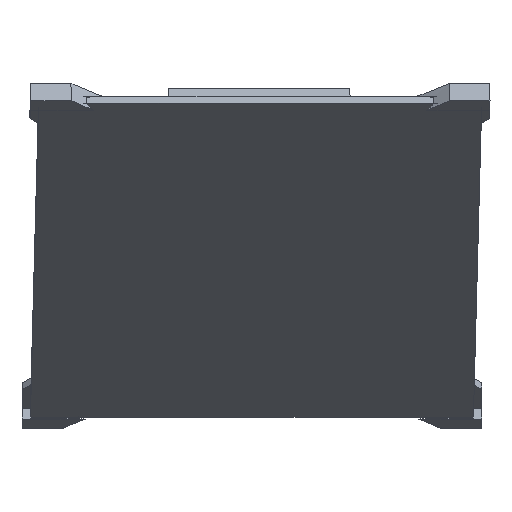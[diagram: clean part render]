
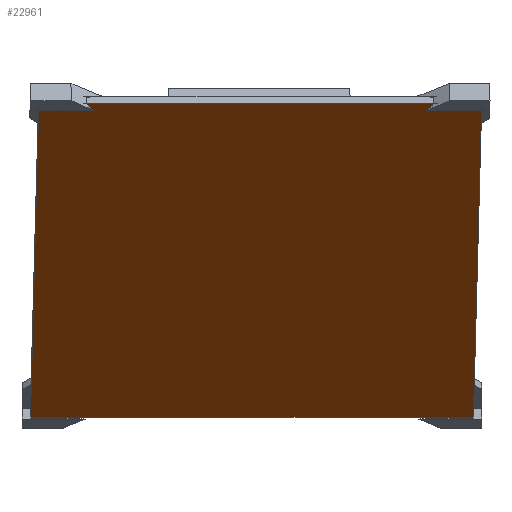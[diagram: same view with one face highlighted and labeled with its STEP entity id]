
A CAD part, top view. The second image highlights one B-rep face of the part: STEP entity #22961.
In plain terms, the highlighted face is planar.
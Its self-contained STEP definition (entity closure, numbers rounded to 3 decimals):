
#3568=FACE_OUTER_BOUND('',#4992,.T.);
#4992=EDGE_LOOP('',(#21134,#21135,#21136,#21137));
#6934=LINE('',#44429,#8883);
#6937=LINE('',#44435,#8886);
#6940=LINE('',#44441,#8889);
#6943=LINE('',#44445,#8892);
#8883=VECTOR('',#27247,10.);
#8886=VECTOR('',#27252,10.);
#8889=VECTOR('',#27257,10.);
#8892=VECTOR('',#27262,10.);
#11139=VERTEX_POINT('',#44426);
#11140=VERTEX_POINT('',#44428);
#11142=VERTEX_POINT('',#44434);
#11144=VERTEX_POINT('',#44440);
#14470=EDGE_CURVE('',#11140,#11139,#6934,.T.);
#14473=EDGE_CURVE('',#11142,#11140,#6937,.T.);
#14476=EDGE_CURVE('',#11144,#11142,#6940,.T.);
#14479=EDGE_CURVE('',#11139,#11144,#6943,.T.);
#21134=ORIENTED_EDGE('',*,*,#14479,.T.);
#21135=ORIENTED_EDGE('',*,*,#14476,.T.);
#21136=ORIENTED_EDGE('',*,*,#14473,.T.);
#21137=ORIENTED_EDGE('',*,*,#14470,.T.);
#21698=PLANE('',#23799);
#22961=ADVANCED_FACE('',(#3568),#21698,.T.);
#23799=AXIS2_PLACEMENT_3D('',#44446,#27263,#27264);
#27247=DIRECTION('',(0.,1.,0.));
#27252=DIRECTION('',(1.,0.,0.));
#27257=DIRECTION('',(0.,-1.,0.));
#27262=DIRECTION('',(-1.,0.,0.));
#27263=DIRECTION('center_axis',(0.,0.,1.));
#27264=DIRECTION('ref_axis',(1.,0.,0.));
#44426=CARTESIAN_POINT('',(55.,68.,2.));
#44428=CARTESIAN_POINT('',(55.,-68.,2.));
#44429=CARTESIAN_POINT('',(55.,-68.,2.));
#44434=CARTESIAN_POINT('',(-55.,-68.,2.));
#44435=CARTESIAN_POINT('',(-55.,-68.,2.));
#44440=CARTESIAN_POINT('',(-55.,68.,2.));
#44441=CARTESIAN_POINT('',(-55.,68.,2.));
#44445=CARTESIAN_POINT('',(55.,68.,2.));
#44446=CARTESIAN_POINT('Origin',(0.,0.,
2.));
